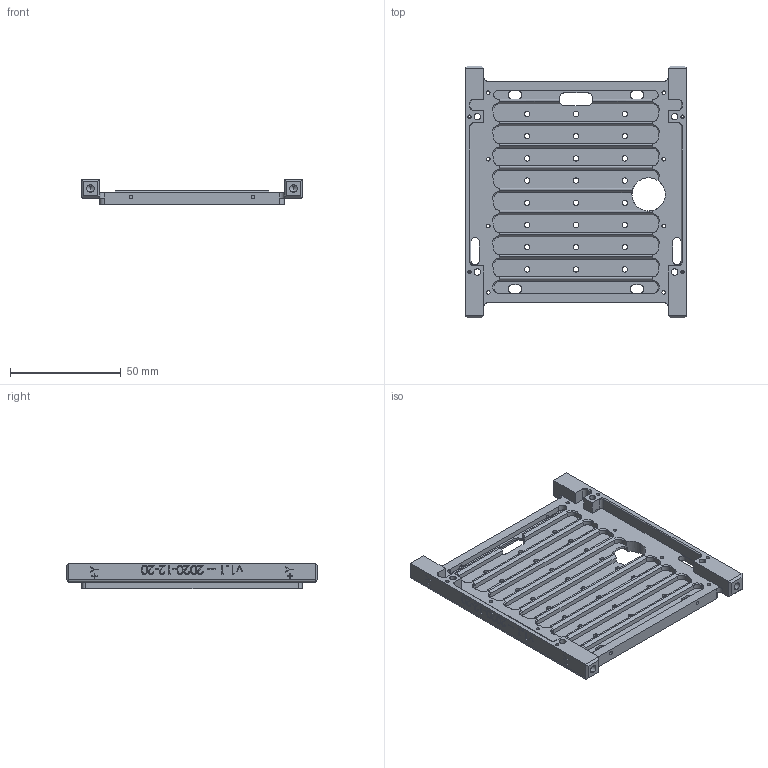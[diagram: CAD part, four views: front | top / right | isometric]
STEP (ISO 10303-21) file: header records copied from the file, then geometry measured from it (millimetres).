
FILE_DESCRIPTION (( 'STEP AP214' ), '1' );
FILE_NAME ('plusX_1UFrame.STEP', '2020-12-20T20:04:11', ( '' ), ( '' ), 'SwSTEP 2.0', 'SolidWorks 2020', '' );
FILE_SCHEMA (( 'AUTOMOTIVE_DESIGN' ));
Length unit declared in the file: millimetre
Products named in the file (1): plusX_1UFrame
Bounding box: 100 x 113.5 x 11.5 mm (x, y, z)
Volume: 30656.6 mm3; surface area: 32185.4 mm2
Topology: 1 solids, 1 shells, 983 faces, 2624 edges, 1702 vertices
Faces by surface type: plane 572, cylinder 238, bspline 128, cone 37, torus 8
Entity records: 44555 total; most frequent: CARTESIAN_POINT 20667, ORIENTED_EDGE 5240, DIRECTION 4366, EDGE_CURVE 2620, VERTEX_POINT 1702, VECTOR 1640, LINE 1640, AXIS2_PLACEMENT_3D 1363
